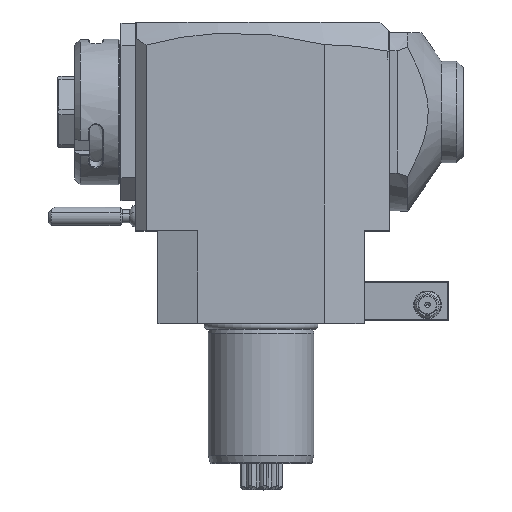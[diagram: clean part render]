
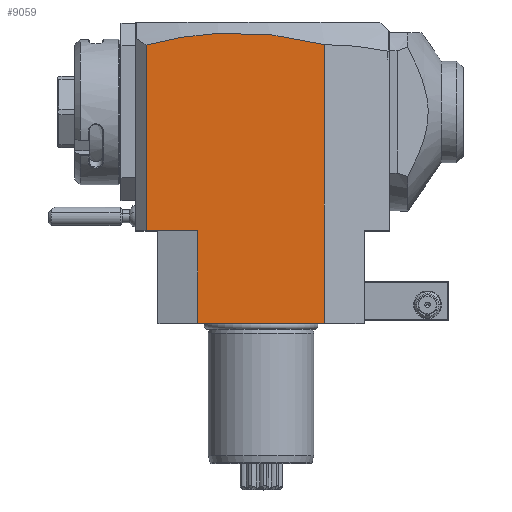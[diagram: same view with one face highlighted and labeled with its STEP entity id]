
A CAD part, top view. The second image highlights one B-rep face of the part: STEP entity #9059.
In plain terms, the highlighted planar face has unit normal (0, 0, 1).
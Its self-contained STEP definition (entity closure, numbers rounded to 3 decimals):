
#1=DIRECTION('',(-1.,0.,0.));
#2=VECTOR('',#1,48.);
#3=CARTESIAN_POINT('',(24.,0.,37.5));
#4=LINE('',#3,#2);
#43=DIRECTION('',(-1.,0.,0.));
#44=VECTOR('',#43,19.5);
#45=CARTESIAN_POINT('',(-24.,35.,37.5));
#46=LINE('',#45,#44);
#47=DIRECTION('',(0.,1.,0.));
#48=VECTOR('',#47,70.258);
#49=CARTESIAN_POINT('',(-43.5,35.,37.5));
#50=LINE('',#49,#48);
#51=CARTESIAN_POINT('',(24.,105.435,37.5));
#52=CARTESIAN_POINT('',(18.371,106.939,37.5));
#53=CARTESIAN_POINT('',(7.115,109.162,37.5));
#54=CARTESIAN_POINT('',(-9.762,110.233,37.5));
#55=CARTESIAN_POINT('',(-26.635,109.072,37.5));
#56=CARTESIAN_POINT('',(-37.879,106.791,37.5));
#57=CARTESIAN_POINT('',(-43.5,105.258,37.5));
#59=DIRECTION('',(0.,-1.,0.));
#60=VECTOR('',#59,105.435);
#61=CARTESIAN_POINT('',(24.,105.435,37.5));
#62=LINE('',#61,#60);
#5136=DIRECTION('',(0.,-1.,0.));
#5137=VECTOR('',#5136,35.);
#5138=CARTESIAN_POINT('',(-24.,35.,37.5));
#5139=LINE('',#5138,#5137);
#8407=VERTEX_POINT('',#51);
#8408=VERTEX_POINT('',#57);
#8716=CARTESIAN_POINT('',(-43.5,35.,37.5));
#8718=VERTEX_POINT('',#8716);
#8751=CARTESIAN_POINT('',(24.,0.,37.5));
#8752=CARTESIAN_POINT('',(-24.,0.,37.5));
#8753=VERTEX_POINT('',#8751);
#8754=VERTEX_POINT('',#8752);
#9001=CARTESIAN_POINT('',(-24.,35.,37.5));
#9002=VERTEX_POINT('',#9001);
#9041=CARTESIAN_POINT('',(-39.202,35.,37.5));
#9042=DIRECTION('',(0.,0.,1.));
#9043=DIRECTION('',(1.,0.,0.));
#9044=AXIS2_PLACEMENT_3D('',#9041,#9042,#9043);
#9045=PLANE('',#9044);
#9047=ORIENTED_EDGE('',*,*,#9046,.T.);
#9049=ORIENTED_EDGE('',*,*,#9048,.T.);
#9051=ORIENTED_EDGE('',*,*,#9050,.F.);
#9053=ORIENTED_EDGE('',*,*,#9052,.T.);
#9054=ORIENTED_EDGE('',*,*,#9010,.T.);
#9056=ORIENTED_EDGE('',*,*,#9055,.F.);
#9057=EDGE_LOOP('',(#9047,#9049,#9051,#9053,#9054,#9056));
#9058=FACE_OUTER_BOUND('',#9057,.F.);
#58=B_SPLINE_CURVE_WITH_KNOTS('',3,(#51,#52,#53,#54,#55,#56,#57),.UNSPECIFIED.,
.F.,.F.,(4,1,1,1,4),(0.,0.25,0.5,0.75,1.),.UNSPECIFIED.);
#9010=EDGE_CURVE('',#8753,#8754,#4,.T.);
#9046=EDGE_CURVE('',#9002,#8718,#46,.T.);
#9048=EDGE_CURVE('',#8718,#8408,#50,.T.);
#9050=EDGE_CURVE('',#8407,#8408,#58,.T.);
#9052=EDGE_CURVE('',#8407,#8753,#62,.T.);
#9055=EDGE_CURVE('',#9002,#8754,#5139,.T.);
#9059=ADVANCED_FACE('',(#9058),#9045,.T.);
